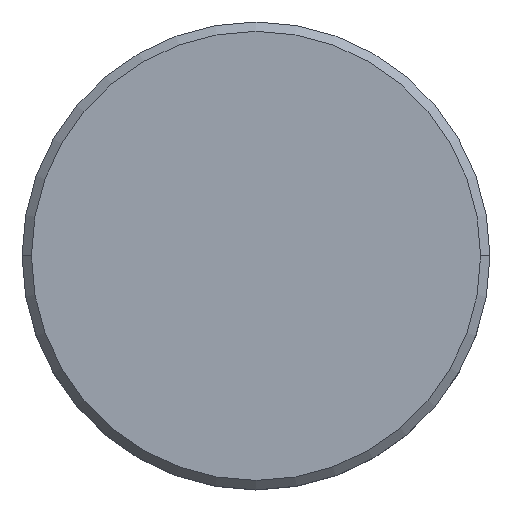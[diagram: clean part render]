
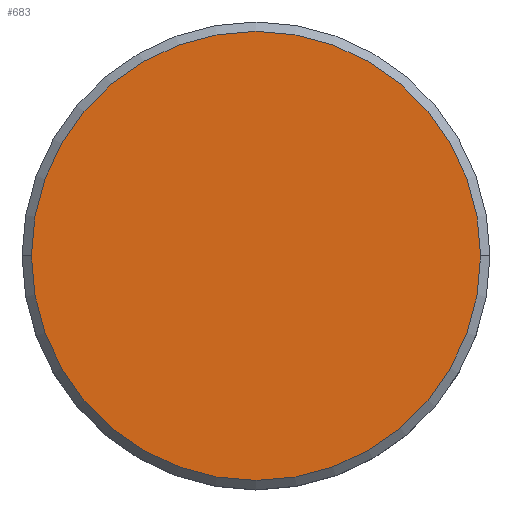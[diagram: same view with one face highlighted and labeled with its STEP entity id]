
A CAD part, top view. The second image highlights one B-rep face of the part: STEP entity #683.
In plain terms, the highlighted planar face has unit normal (0, 0, 1).
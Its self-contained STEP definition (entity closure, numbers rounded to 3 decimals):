
#105 = AXIS2_PLACEMENT_3D ( 'NONE', #421, #946, #1136 ) ;
#147 = FACE_OUTER_BOUND ( 'NONE', #1003, .T. ) ;
#148 = ORIENTED_EDGE ( 'NONE', *, *, #214, .T. ) ;
#173 = AXIS2_PLACEMENT_3D ( 'NONE', #829, #1094, #623 ) ;
#214 = EDGE_CURVE ( 'NONE', #769, #621, #1109, .T. ) ;
#276 = ORIENTED_EDGE ( 'NONE', *, *, #307, .T. ) ;
#307 = EDGE_CURVE ( 'NONE', #621, #769, #492, .T. ) ;
#337 = CARTESIAN_POINT ( 'NONE',  ( -12., 0., 0. ) ) ;
#421 = CARTESIAN_POINT ( 'NONE',  ( 0., 0., 0. ) ) ;
#488 = CARTESIAN_POINT ( 'NONE',  ( 12., 0., 0. ) ) ;
#492 = CIRCLE ( 'NONE', #1016, 12. ) ;
#550 = DIRECTION ( 'NONE',  ( 0., 0., 1. ) ) ;
#620 = DIRECTION ( 'NONE',  ( 1., 0., 0. ) ) ;
#621 = VERTEX_POINT ( 'NONE', #488 ) ;
#623 = DIRECTION ( 'NONE',  ( 1., 0., 0. ) ) ;
#683 = ADVANCED_FACE ( 'NONE', ( #147 ), #768, .T. ) ;
#768 = PLANE ( 'NONE',  #105 ) ;
#769 = VERTEX_POINT ( 'NONE', #337 ) ;
#811 = CARTESIAN_POINT ( 'NONE',  ( 0., 0., 0. ) ) ;
#829 = CARTESIAN_POINT ( 'NONE',  ( 0., 0., 0. ) ) ;
#946 = DIRECTION ( 'NONE',  ( 0., 0., 1. ) ) ;
#1003 = EDGE_LOOP ( 'NONE', ( #148, #276 ) ) ;
#1016 = AXIS2_PLACEMENT_3D ( 'NONE', #811, #550, #620 ) ;
#1094 = DIRECTION ( 'NONE',  ( 0., 0., 1. ) ) ;
#1109 = CIRCLE ( 'NONE', #173, 12. ) ;
#1136 = DIRECTION ( 'NONE',  ( 1., 0., 0. ) ) ;
